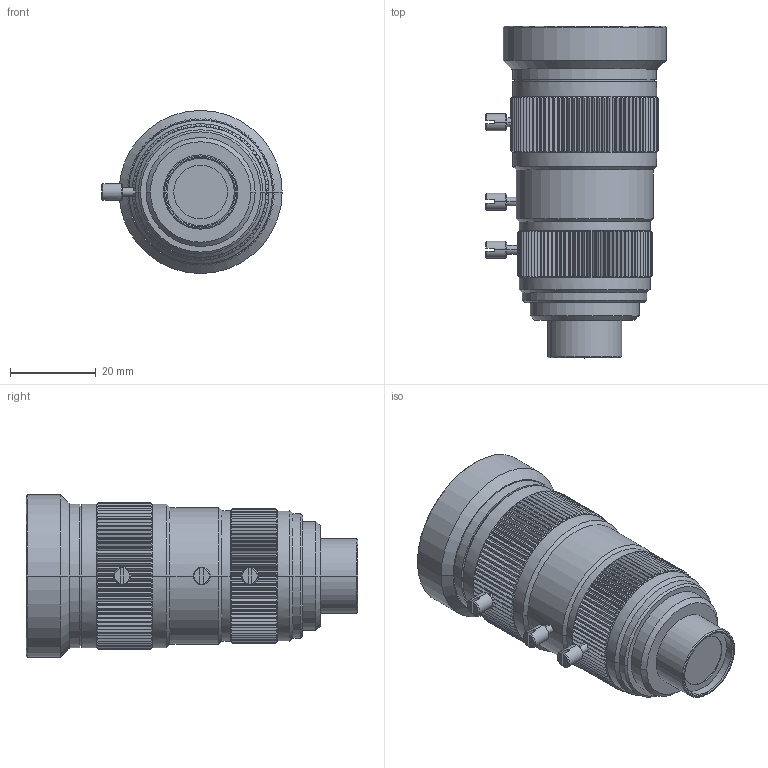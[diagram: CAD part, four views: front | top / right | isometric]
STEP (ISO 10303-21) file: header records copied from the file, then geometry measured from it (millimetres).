
FILE_DESCRIPTION (( 'STEP AP214' ), '1' );
FILE_NAME ('L125-ZFA-10Z55-C.STEP', '', ( '' ), ( '' ), '', '', '' );
FILE_SCHEMA (( 'AUTOMOTIVE_DESIGN' ));
Length unit declared in the file: millimetre
Products named in the file (1): L125-ZFD-10Z55-C
Bounding box: 42.01 x 77.3 x 38 mm (x, y, z)
Volume: 56571.8 mm3; surface area: 11189.4 mm2
Topology: 1 solids, 1 shells, 1005 faces, 2235 edges, 1419 vertices
Faces by surface type: cone 572, plane 394, cylinder 38, sphere 1
Entity records: 28493 total; most frequent: CARTESIAN_POINT 6989, ORIENTED_EDGE 4466, DIRECTION 4129, EDGE_CURVE 2233, AXIS2_PLACEMENT_3D 1654, VERTEX_POINT 1418, EDGE_LOOP 1193, FACE_OUTER_BOUND 1005
